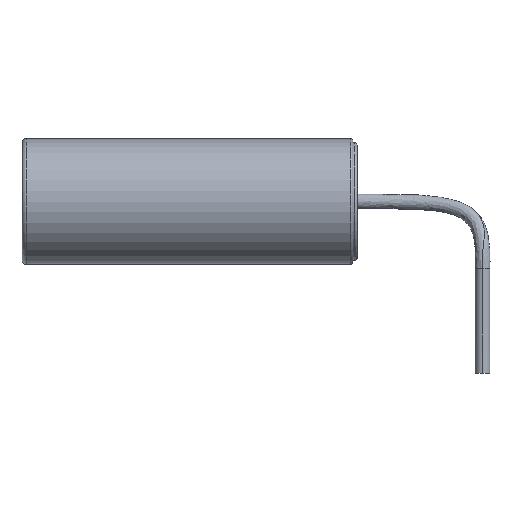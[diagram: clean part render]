
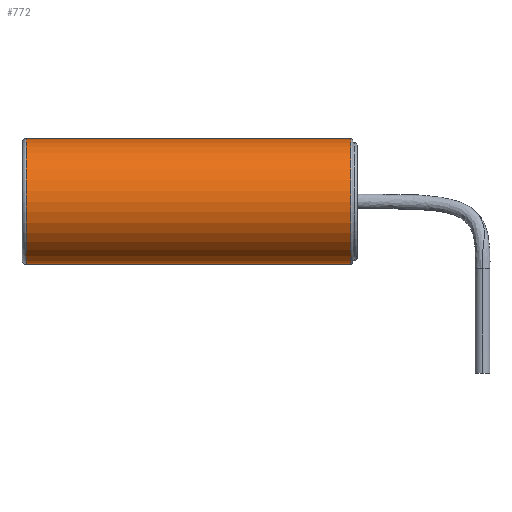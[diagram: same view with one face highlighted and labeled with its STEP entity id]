
A CAD part, left-side view. The second image highlights one B-rep face of the part: STEP entity #772.
In plain terms, the highlighted cylindrical face has radius 1.5 mm (diameter 3 mm), a partial arc.
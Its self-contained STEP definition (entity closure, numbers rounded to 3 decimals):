
#54 = DIRECTION ( 'NONE',  ( 0., -1., 0. ) ) ;
#120 = ORIENTED_EDGE ( 'NONE', *, *, #747, .T. ) ;
#126 = LINE ( 'NONE', #1075, #611 ) ;
#151 = DIRECTION ( 'NONE',  ( 0., -1., 0. ) ) ;
#192 = VERTEX_POINT ( 'NONE', #399 ) ;
#257 = CARTESIAN_POINT ( 'NONE',  ( 0., 10.9, 0.1 ) ) ;
#260 = DIRECTION ( 'NONE',  ( 0., 1., 0. ) ) ;
#308 = FACE_OUTER_BOUND ( 'NONE', #382, .T. ) ;
#327 = LINE ( 'NONE', #1018, #1028 ) ;
#349 = CARTESIAN_POINT ( 'NONE',  ( 0., 3.15, 1.6 ) ) ;
#371 = CIRCLE ( 'NONE', #1012, 1.5 ) ;
#382 = EDGE_LOOP ( 'NONE', ( #1094, #120, #667, #491 ) ) ;
#399 = CARTESIAN_POINT ( 'NONE',  ( 0., 3.15, 0.1 ) ) ;
#404 = EDGE_CURVE ( 'NONE', #1010, #709, #126, .T. ) ;
#419 = CARTESIAN_POINT ( 'NONE',  ( 0., 3.15, 3.1 ) ) ;
#483 = AXIS2_PLACEMENT_3D ( 'NONE', #825, #54, #665 ) ;
#491 = ORIENTED_EDGE ( 'NONE', *, *, #937, .T. ) ;
#578 = DIRECTION ( 'NONE',  ( 0., 0., -1. ) ) ;
#594 = CYLINDRICAL_SURFACE ( 'NONE', #1064, 1.5 ) ;
#611 = VECTOR ( 'NONE', #648, 1000. ) ;
#648 = DIRECTION ( 'NONE',  ( 0., -1., 0. ) ) ;
#665 = DIRECTION ( 'NONE',  ( 0., 0., 1. ) ) ;
#667 = ORIENTED_EDGE ( 'NONE', *, *, #820, .T. ) ;
#670 = DIRECTION ( 'NONE',  ( 0., -1., 0. ) ) ;
#709 = VERTEX_POINT ( 'NONE', #419 ) ;
#747 = EDGE_CURVE ( 'NONE', #1010, #1044, #1082, .T. ) ;
#765 = CARTESIAN_POINT ( 'NONE',  ( 0., 11., 1.6 ) ) ;
#770 = DIRECTION ( 'NONE',  ( 0., 0., -1. ) ) ;
#772 = ADVANCED_FACE ( 'NONE', ( #308 ), #594, .T. ) ;
#820 = EDGE_CURVE ( 'NONE', #1044, #192, #327, .T. ) ;
#825 = CARTESIAN_POINT ( 'NONE',  ( 0., 10.9, 1.6 ) ) ;
#856 = CARTESIAN_POINT ( 'NONE',  ( 0., 10.9, 3.1 ) ) ;
#937 = EDGE_CURVE ( 'NONE', #192, #709, #371, .T. ) ;
#1010 = VERTEX_POINT ( 'NONE', #856 ) ;
#1012 = AXIS2_PLACEMENT_3D ( 'NONE', #349, #260, #770 ) ;
#1018 = CARTESIAN_POINT ( 'NONE',  ( 0., 11., 0.1 ) ) ;
#1028 = VECTOR ( 'NONE', #670, 1000. ) ;
#1044 = VERTEX_POINT ( 'NONE', #257 ) ;
#1064 = AXIS2_PLACEMENT_3D ( 'NONE', #765, #151, #578 ) ;
#1075 = CARTESIAN_POINT ( 'NONE',  ( 0., 11., 3.1 ) ) ;
#1082 = CIRCLE ( 'NONE', #483, 1.5 ) ;
#1094 = ORIENTED_EDGE ( 'NONE', *, *, #404, .F. ) ;
